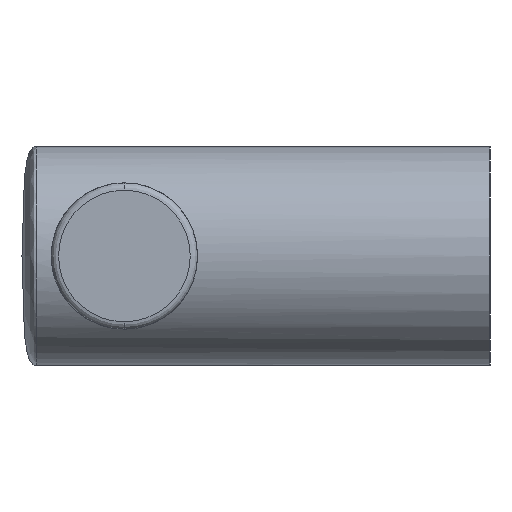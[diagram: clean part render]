
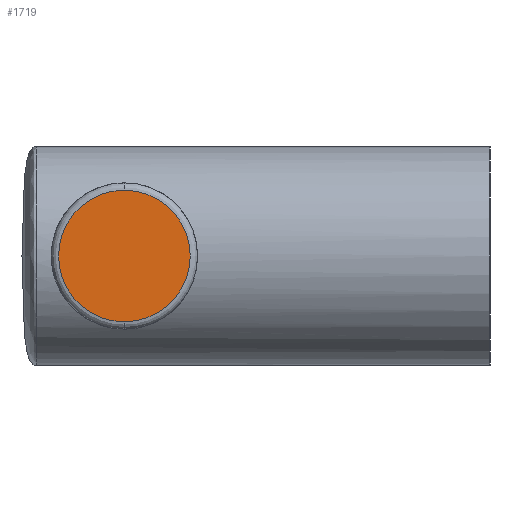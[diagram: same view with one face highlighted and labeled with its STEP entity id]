
A CAD part, left-side view. The second image highlights one B-rep face of the part: STEP entity #1719.
In plain terms, the highlighted planar face has unit normal (-1, 0, 0).
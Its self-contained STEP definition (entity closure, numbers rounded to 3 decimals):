
#46 = CARTESIAN_POINT ( 'NONE',  ( -311., 25., 4.5 ) ) ;
#127 = AXIS2_PLACEMENT_3D ( 'NONE', #594, #1165, #875 ) ;
#227 = ORIENTED_EDGE ( 'NONE', *, *, #719, .T. ) ;
#460 = DIRECTION ( 'NONE',  ( -1., 0., 0. ) ) ;
#594 = CARTESIAN_POINT ( 'NONE',  ( -311., 25., 0. ) ) ;
#604 = CARTESIAN_POINT ( 'NONE',  ( -311., 25., 0. ) ) ;
#616 = DIRECTION ( 'NONE',  ( -1., 0., 0. ) ) ;
#632 = EDGE_LOOP ( 'NONE', ( #932, #227 ) ) ;
#719 = EDGE_CURVE ( 'NONE', #1102, #987, #1522, .T. ) ;
#756 = CIRCLE ( 'NONE', #792, 4.5 ) ;
#792 = AXIS2_PLACEMENT_3D ( 'NONE', #604, #460, #1049 ) ;
#875 = DIRECTION ( 'NONE',  ( 0., 0., -1. ) ) ;
#932 = ORIENTED_EDGE ( 'NONE', *, *, #1769, .T. ) ;
#987 = VERTEX_POINT ( 'NONE', #1504 ) ;
#1049 = DIRECTION ( 'NONE',  ( 0., 0., -1. ) ) ;
#1102 = VERTEX_POINT ( 'NONE', #46 ) ;
#1165 = DIRECTION ( 'NONE',  ( 1., 0., 0. ) ) ;
#1279 = AXIS2_PLACEMENT_3D ( 'NONE', #1488, #616, #1791 ) ;
#1358 = FACE_OUTER_BOUND ( 'NONE', #632, .T. ) ;
#1488 = CARTESIAN_POINT ( 'NONE',  ( -311., 25., 0. ) ) ;
#1504 = CARTESIAN_POINT ( 'NONE',  ( -311., 25., -4.5 ) ) ;
#1522 = CIRCLE ( 'NONE', #1279, 4.5 ) ;
#1719 = ADVANCED_FACE ( 'NONE', ( #1358 ), #1787, .F. ) ;
#1769 = EDGE_CURVE ( 'NONE', #987, #1102, #756, .T. ) ;
#1787 = PLANE ( 'NONE',  #127 ) ;
#1791 = DIRECTION ( 'NONE',  ( 0., 0., -1. ) ) ;
